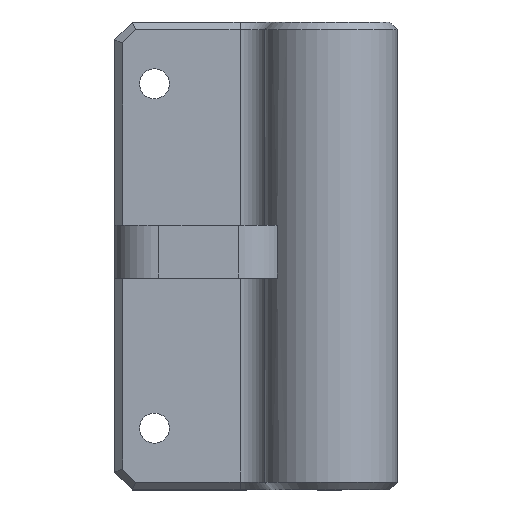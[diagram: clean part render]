
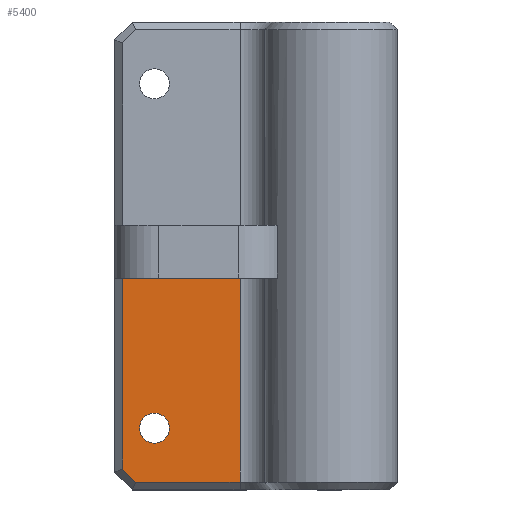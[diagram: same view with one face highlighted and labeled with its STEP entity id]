
A CAD part, left-side view. The second image highlights one B-rep face of the part: STEP entity #5400.
In plain terms, the highlighted planar face has unit normal (-1, 0, 0).
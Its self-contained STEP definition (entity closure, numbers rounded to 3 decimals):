
#1433 = CYLINDRICAL_SURFACE('',#1434,1.7);
#1434 = AXIS2_PLACEMENT_3D('',#1435,#1436,#1437);
#1435 = CARTESIAN_POINT('',(0.,22.5,7.));
#1436 = DIRECTION('',(1.,0.,0.));
#1437 = DIRECTION('',(0.,0.,-1.));
#2166 = PLANE('',#2167);
#2167 = AXIS2_PLACEMENT_3D('',#2168,#2169,#2170);
#2168 = CARTESIAN_POINT('',(-0.458,17.5,24.));
#2169 = DIRECTION('',(0.,-0.,-1.));
#2170 = DIRECTION('',(0.,-1.,0.));
#2198 = CYLINDRICAL_SURFACE('',#2199,3.);
#2199 = AXIS2_PLACEMENT_3D('',#2200,#2201,#2202);
#2200 = CARTESIAN_POINT('',(2.,12.808,0.));
#2201 = DIRECTION('',(0.,0.,1.));
#2202 = DIRECTION('',(-0.19,-0.982,0.));
#3055 = PLANE('',#3056);
#3056 = AXIS2_PLACEMENT_3D('',#3057,#3058,#3059);
#3057 = CARTESIAN_POINT('',(5.45,25.,0.45));
#3058 = DIRECTION('',(0.707,0.,0.707));
#3059 = DIRECTION('',(0.,-1.,0.));
#3572 = PLANE('',#3573);
#3573 = AXIS2_PLACEMENT_3D('',#3574,#3575,#3576);
#3574 = CARTESIAN_POINT('',(5.45,26.55,2.));
#3575 = DIRECTION('',(0.707,-0.707,0.));
#3576 = DIRECTION('',(0.,0.,1.));
#3772 = PLANE('',#3773);
#3773 = AXIS2_PLACEMENT_3D('',#3774,#3775,#3776);
#3774 = CARTESIAN_POINT('',(5.45,24.682,0.318));
#3775 = DIRECTION('',(-0.707,0.5,-0.5));
#3776 = DIRECTION('',(0.,-0.707,
    -0.707));
#3787 = EDGE_CURVE('',#3788,#3788,#3790,.T.);
#3788 = VERTEX_POINT('',#3789);
#3789 = CARTESIAN_POINT('',(5.,22.5,5.3));
#3790 = SURFACE_CURVE('',#3791,(#3796,#3803),.PCURVE_S1.);
#3791 = CIRCLE('',#3792,1.7);
#3792 = AXIS2_PLACEMENT_3D('',#3793,#3794,#3795);
#3793 = CARTESIAN_POINT('',(5.,22.5,7.));
#3794 = DIRECTION('',(1.,-0.,0.));
#3795 = DIRECTION('',(0.,0.,-1.));
#3796 = PCURVE('',#1433,#3797);
#3797 = DEFINITIONAL_REPRESENTATION('',(#3798),#3802);
#3798 = LINE('',#3799,#3800);
#3799 = CARTESIAN_POINT('',(0.,5.));
#3800 = VECTOR('',#3801,1.);
#3801 = DIRECTION('',(1.,0.));
#3802 = ( GEOMETRIC_REPRESENTATION_CONTEXT(2) 
PARAMETRIC_REPRESENTATION_CONTEXT() REPRESENTATION_CONTEXT('2D SPACE',''
  ) );
#3803 = PCURVE('',#3804,#3809);
#3804 = PLANE('',#3805);
#3805 = AXIS2_PLACEMENT_3D('',#3806,#3807,#3808);
#3806 = CARTESIAN_POINT('',(5.,-1.,0.));
#3807 = DIRECTION('',(1.,0.,0.));
#3808 = DIRECTION('',(0.,0.,1.));
#3809 = DEFINITIONAL_REPRESENTATION('',(#3810),#3814);
#3810 = CIRCLE('',#3811,1.7);
#3811 = AXIS2_PLACEMENT_2D('',#3812,#3813);
#3812 = CARTESIAN_POINT('',(7.,-23.5));
#3813 = DIRECTION('',(-1.,0.));
#3814 = ( GEOMETRIC_REPRESENTATION_CONTEXT(2) 
PARAMETRIC_REPRESENTATION_CONTEXT() REPRESENTATION_CONTEXT('2D SPACE',''
  ) );
#4687 = EDGE_CURVE('',#4688,#4690,#4692,.T.);
#4688 = VERTEX_POINT('',#4689);
#4689 = CARTESIAN_POINT('',(5.,26.1,24.));
#4690 = VERTEX_POINT('',#4691);
#4691 = CARTESIAN_POINT('',(5.,12.808,24.));
#4692 = SURFACE_CURVE('',#4693,(#4697,#4704),.PCURVE_S1.);
#4693 = LINE('',#4694,#4695);
#4694 = CARTESIAN_POINT('',(5.,27.,24.));
#4695 = VECTOR('',#4696,1.);
#4696 = DIRECTION('',(0.,-1.,0.));
#4697 = PCURVE('',#2166,#4698);
#4698 = DEFINITIONAL_REPRESENTATION('',(#4699),#4703);
#4699 = LINE('',#4700,#4701);
#4700 = CARTESIAN_POINT('',(-9.5,-5.458));
#4701 = VECTOR('',#4702,1.);
#4702 = DIRECTION('',(1.,0.));
#4703 = ( GEOMETRIC_REPRESENTATION_CONTEXT(2) 
PARAMETRIC_REPRESENTATION_CONTEXT() REPRESENTATION_CONTEXT('2D SPACE',''
  ) );
#4704 = PCURVE('',#3804,#4705);
#4705 = DEFINITIONAL_REPRESENTATION('',(#4706),#4710);
#4706 = LINE('',#4707,#4708);
#4707 = CARTESIAN_POINT('',(24.,-28.));
#4708 = VECTOR('',#4709,1.);
#4709 = DIRECTION('',(0.,1.));
#4710 = ( GEOMETRIC_REPRESENTATION_CONTEXT(2) 
PARAMETRIC_REPRESENTATION_CONTEXT() REPRESENTATION_CONTEXT('2D SPACE',''
  ) );
#4910 = EDGE_CURVE('',#4911,#4690,#4913,.T.);
#4911 = VERTEX_POINT('',#4912);
#4912 = CARTESIAN_POINT('',(5.,12.808,0.9));
#4913 = SURFACE_CURVE('',#4914,(#4918,#4925),.PCURVE_S1.);
#4914 = LINE('',#4915,#4916);
#4915 = CARTESIAN_POINT('',(5.,12.808,0.));
#4916 = VECTOR('',#4917,1.);
#4917 = DIRECTION('',(0.,0.,1.));
#4918 = PCURVE('',#2198,#4919);
#4919 = DEFINITIONAL_REPRESENTATION('',(#4920),#4924);
#4920 = LINE('',#4921,#4922);
#4921 = CARTESIAN_POINT('',(1.762,0.));
#4922 = VECTOR('',#4923,1.);
#4923 = DIRECTION('',(0.,1.));
#4924 = ( GEOMETRIC_REPRESENTATION_CONTEXT(2) 
PARAMETRIC_REPRESENTATION_CONTEXT() REPRESENTATION_CONTEXT('2D SPACE',''
  ) );
#4925 = PCURVE('',#3804,#4926);
#4926 = DEFINITIONAL_REPRESENTATION('',(#4927),#4931);
#4927 = LINE('',#4928,#4929);
#4928 = CARTESIAN_POINT('',(0.,-13.808));
#4929 = VECTOR('',#4930,1.);
#4930 = DIRECTION('',(1.,0.));
#4931 = ( GEOMETRIC_REPRESENTATION_CONTEXT(2) 
PARAMETRIC_REPRESENTATION_CONTEXT() REPRESENTATION_CONTEXT('2D SPACE',''
  ) );
#4991 = VERTEX_POINT('',#4992);
#4992 = CARTESIAN_POINT('',(5.,24.627,0.9));
#5013 = EDGE_CURVE('',#4991,#4911,#5014,.T.);
#5014 = SURFACE_CURVE('',#5015,(#5019,#5026),.PCURVE_S1.);
#5015 = LINE('',#5016,#5017);
#5016 = CARTESIAN_POINT('',(5.,25.,0.9));
#5017 = VECTOR('',#5018,1.);
#5018 = DIRECTION('',(-0.,-1.,-0.));
#5019 = PCURVE('',#3055,#5020);
#5020 = DEFINITIONAL_REPRESENTATION('',(#5021),#5025);
#5021 = LINE('',#5022,#5023);
#5022 = CARTESIAN_POINT('',(0.,-0.636));
#5023 = VECTOR('',#5024,1.);
#5024 = DIRECTION('',(1.,0.));
#5025 = ( GEOMETRIC_REPRESENTATION_CONTEXT(2) 
PARAMETRIC_REPRESENTATION_CONTEXT() REPRESENTATION_CONTEXT('2D SPACE',''
  ) );
#5026 = PCURVE('',#3804,#5027);
#5027 = DEFINITIONAL_REPRESENTATION('',(#5028),#5032);
#5028 = LINE('',#5029,#5030);
#5029 = CARTESIAN_POINT('',(0.9,-26.));
#5030 = VECTOR('',#5031,1.);
#5031 = DIRECTION('',(-0.,1.));
#5032 = ( GEOMETRIC_REPRESENTATION_CONTEXT(2) 
PARAMETRIC_REPRESENTATION_CONTEXT() REPRESENTATION_CONTEXT('2D SPACE',''
  ) );
#5302 = VERTEX_POINT('',#5303);
#5303 = CARTESIAN_POINT('',(5.,26.1,2.373));
#5326 = EDGE_CURVE('',#5302,#4688,#5327,.T.);
#5327 = SURFACE_CURVE('',#5328,(#5332,#5339),.PCURVE_S1.);
#5328 = LINE('',#5329,#5330);
#5329 = CARTESIAN_POINT('',(5.,26.1,2.));
#5330 = VECTOR('',#5331,1.);
#5331 = DIRECTION('',(0.,0.,1.));
#5332 = PCURVE('',#3572,#5333);
#5333 = DEFINITIONAL_REPRESENTATION('',(#5334),#5338);
#5334 = LINE('',#5335,#5336);
#5335 = CARTESIAN_POINT('',(0.,0.636));
#5336 = VECTOR('',#5337,1.);
#5337 = DIRECTION('',(1.,0.));
#5338 = ( GEOMETRIC_REPRESENTATION_CONTEXT(2) 
PARAMETRIC_REPRESENTATION_CONTEXT() REPRESENTATION_CONTEXT('2D SPACE',''
  ) );
#5339 = PCURVE('',#3804,#5340);
#5340 = DEFINITIONAL_REPRESENTATION('',(#5341),#5345);
#5341 = LINE('',#5342,#5343);
#5342 = CARTESIAN_POINT('',(2.,-27.1));
#5343 = VECTOR('',#5344,1.);
#5344 = DIRECTION('',(1.,0.));
#5345 = ( GEOMETRIC_REPRESENTATION_CONTEXT(2) 
PARAMETRIC_REPRESENTATION_CONTEXT() REPRESENTATION_CONTEXT('2D SPACE',''
  ) );
#5380 = EDGE_CURVE('',#4991,#5302,#5381,.T.);
#5381 = SURFACE_CURVE('',#5382,(#5386,#5393),.PCURVE_S1.);
#5382 = LINE('',#5383,#5384);
#5383 = CARTESIAN_POINT('',(5.,24.364,0.636));
#5384 = VECTOR('',#5385,1.);
#5385 = DIRECTION('',(0.,0.707,0.707));
#5386 = PCURVE('',#3772,#5387);
#5387 = DEFINITIONAL_REPRESENTATION('',(#5388),#5392);
#5388 = LINE('',#5389,#5390);
#5389 = CARTESIAN_POINT('',(-0.,0.636));
#5390 = VECTOR('',#5391,1.);
#5391 = DIRECTION('',(-1.,0.));
#5392 = ( GEOMETRIC_REPRESENTATION_CONTEXT(2) 
PARAMETRIC_REPRESENTATION_CONTEXT() REPRESENTATION_CONTEXT('2D SPACE',''
  ) );
#5393 = PCURVE('',#3804,#5394);
#5394 = DEFINITIONAL_REPRESENTATION('',(#5395),#5399);
#5395 = LINE('',#5396,#5397);
#5396 = CARTESIAN_POINT('',(0.636,-25.364));
#5397 = VECTOR('',#5398,1.);
#5398 = DIRECTION('',(0.707,-0.707));
#5399 = ( GEOMETRIC_REPRESENTATION_CONTEXT(2) 
PARAMETRIC_REPRESENTATION_CONTEXT() REPRESENTATION_CONTEXT('2D SPACE',''
  ) );
#5400 = ADVANCED_FACE('',(#5401,#5408),#3804,.F.);
#5401 = FACE_BOUND('',#5402,.F.);
#5402 = EDGE_LOOP('',(#5403,#5404,#5405,#5406,#5407));
#5403 = ORIENTED_EDGE('',*,*,#4687,.T.);
#5404 = ORIENTED_EDGE('',*,*,#4910,.F.);
#5405 = ORIENTED_EDGE('',*,*,#5013,.F.);
#5406 = ORIENTED_EDGE('',*,*,#5380,.T.);
#5407 = ORIENTED_EDGE('',*,*,#5326,.T.);
#5408 = FACE_BOUND('',#5409,.F.);
#5409 = EDGE_LOOP('',(#5410));
#5410 = ORIENTED_EDGE('',*,*,#3787,.F.);
